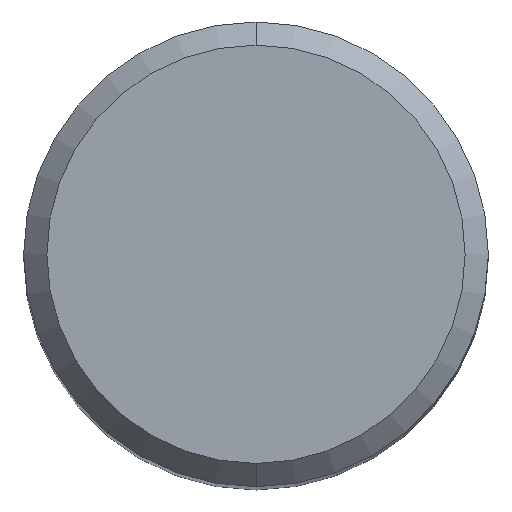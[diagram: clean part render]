
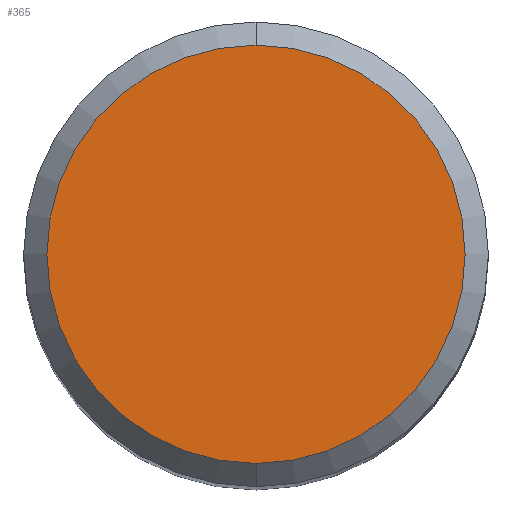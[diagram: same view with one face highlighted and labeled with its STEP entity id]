
A CAD part, top view. The second image highlights one B-rep face of the part: STEP entity #365.
In plain terms, the highlighted planar face has unit normal (0, 0, 1).
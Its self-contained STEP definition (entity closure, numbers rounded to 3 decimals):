
#365=ADVANCED_FACE('',(#691),#692,.T.);
#375=EDGE_CURVE('',#459,#433,#705,.T.);
#433=VERTEX_POINT('',#769);
#449=EDGE_CURVE('',#433,#459,#786,.T.);
#459=VERTEX_POINT('',#796);
#691=FACE_OUTER_BOUND('',#1309,.T.);
#692=PLANE('',#1310);
#705=CIRCLE('',#1324,5.4);
#769=CARTESIAN_POINT('',(0.,-5.4,0.0));
#786=CIRCLE('',#1489,5.4);
#796=CARTESIAN_POINT('',(0.0,5.4,0.0));
#1309=EDGE_LOOP('',(#1725,#1726));
#1310=AXIS2_PLACEMENT_3D('',#1727,#1728,#1729);
#1324=AXIS2_PLACEMENT_3D('',#1754,#1755,#1756);
#1489=AXIS2_PLACEMENT_3D('',#1860,#1861,#1862);
#1725=ORIENTED_EDGE('',*,*,#375,.F.);
#1726=ORIENTED_EDGE('',*,*,#449,.F.);
#1727=CARTESIAN_POINT('',(0.0,2.7,0.0));
#1728=DIRECTION('',(-0.0,0.0,1.0));
#1729=DIRECTION('',(0.0,-1.0,0.0));
#1754=CARTESIAN_POINT('',(0.0,0.0,0.0));
#1755=DIRECTION('',(0.0,0.0,-1.0));
#1756=DIRECTION('',(0.0,1.0,0.0));
#1860=CARTESIAN_POINT('',(0.0,0.0,0.0));
#1861=DIRECTION('',(0.0,0.0,-1.0));
#1862=DIRECTION('',(0.0,1.0,0.0));
